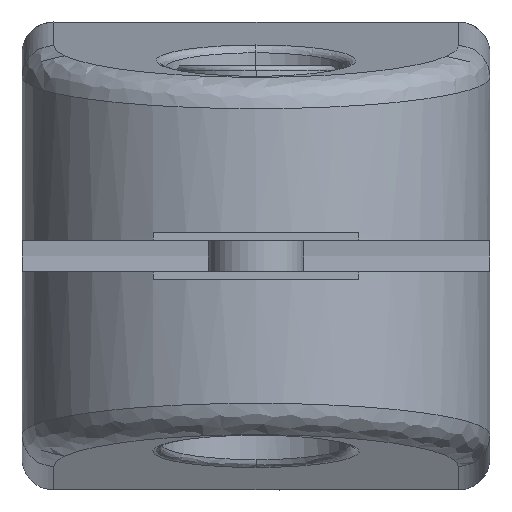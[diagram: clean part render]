
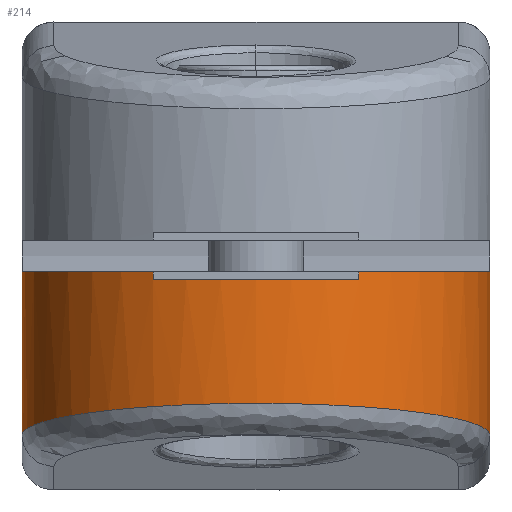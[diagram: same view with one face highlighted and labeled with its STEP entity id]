
A CAD part, left-side view. The second image highlights one B-rep face of the part: STEP entity #214.
In plain terms, the highlighted cylindrical face has radius 14.75 mm (diameter 29.5 mm), a partial arc.
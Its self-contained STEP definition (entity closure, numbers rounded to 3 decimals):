
#38 = EDGE_CURVE ( 'NONE', #3180, #5225, #8250, .T. ) ;
#214 = ADVANCED_FACE ( 'NONE', ( #7917 ), #650, .T. ) ;
#342 = CARTESIAN_POINT ( 'NONE',  ( -21.75, 0., -11.28 ) ) ;
#371 = ORIENTED_EDGE ( 'NONE', *, *, #4548, .T. ) ;
#372 = CARTESIAN_POINT ( 'NONE',  ( -21.75, 14.75, -1.5 ) ) ;
#391 = DIRECTION ( 'NONE',  ( 1., 0., 0. ) ) ;
#443 = CIRCLE ( 'NONE', #5809, 14.75 ) ;
#513 = VECTOR ( 'NONE', #2933, 1000. ) ;
#576 = CARTESIAN_POINT ( 'NONE',  ( -36.5, 12.81, -9.288 ) ) ;
#584 = EDGE_LOOP ( 'NONE', ( #6715, #6933, #7611, #371, #7950, #5489, #6439, #4722 ) ) ;
#650 = CYLINDRICAL_SURFACE ( 'NONE', #6328, 14.75 ) ;
#657 = VERTEX_POINT ( 'NONE', #3848 ) ;
#679 = AXIS2_PLACEMENT_3D ( 'NONE', #4106, #2664, #6717 ) ;
#955 = CIRCLE ( 'NONE', #679, 14.75 ) ;
#1174 = CARTESIAN_POINT ( 'NONE',  ( -23.672, 0., -11.021 ) ) ;
#1347 = LINE ( 'NONE', #7894, #2750 ) ;
#1497 = DIRECTION ( 'NONE',  ( 0., 0., 1. ) ) ;
#1739 = CARTESIAN_POINT ( 'NONE',  ( -21.75, 29.5, -11.28 ) ) ;
#1779 = CARTESIAN_POINT ( 'NONE',  ( -36.5, 16.69, -9.288 ) ) ;
#1871 = CARTESIAN_POINT ( 'NONE',  ( -21.75, 0., -11.28 ) ) ;
#2027 = DIRECTION ( 'NONE',  ( 1., 0., 0. ) ) ;
#2125 = VERTEX_POINT ( 'NONE', #6418 ) ;
#2134 = DIRECTION ( 'NONE',  ( 0., 0., 1. ) ) ;
#2136 = DIRECTION ( 'NONE',  ( 0., 0., -1. ) ) ;
#2396 = EDGE_CURVE ( 'NONE', #6317, #6181, #955, .T. ) ;
#2461 = EDGE_CURVE ( 'NONE', #5295, #2125, #6630, .T. ) ;
#2533 = CARTESIAN_POINT ( 'NONE',  ( -29.152, 27.652, -10.281 ) ) ;
#2664 = DIRECTION ( 'NONE',  ( 0., 0., 1. ) ) ;
#2750 = VECTOR ( 'NONE', #2134, 1000. ) ;
#2933 = DIRECTION ( 'NONE',  ( 0., 0., 1. ) ) ;
#3016 = DIRECTION ( 'NONE',  ( 0., 0., 1. ) ) ;
#3035 = CARTESIAN_POINT ( 'NONE',  ( -34.624, 7.295, -9.542 ) ) ;
#3180 = VERTEX_POINT ( 'NONE', #6947 ) ;
#3228 = CARTESIAN_POINT ( 'NONE',  ( -21.75, 14.75, -11.342 ) ) ;
#3429 = LINE ( 'NONE', #6740, #5624 ) ;
#3794 = CARTESIAN_POINT ( 'NONE',  ( -33.525, 5.659, -9.69 ) ) ;
#3848 = CARTESIAN_POINT ( 'NONE',  ( -35., 8.269, -1.5 ) ) ;
#4023 = VECTOR ( 'NONE', #2136, 1000. ) ;
#4106 = CARTESIAN_POINT ( 'NONE',  ( -21.75, 14.75, -1. ) ) ;
#4526 = CARTESIAN_POINT ( 'NONE',  ( -30.788, 2.934, -10.06 ) ) ;
#4548 = EDGE_CURVE ( 'NONE', #6610, #5225, #3429, .T. ) ;
#4722 = ORIENTED_EDGE ( 'NONE', *, *, #4796, .T. ) ;
#4796 = EDGE_CURVE ( 'NONE', #5295, #6181, #1347, .T. ) ;
#4936 = CARTESIAN_POINT ( 'NONE',  ( -35., 8.269, -1. ) ) ;
#5100 = CARTESIAN_POINT ( 'NONE',  ( -33.525, 23.841, -9.69 ) ) ;
#5225 = VERTEX_POINT ( 'NONE', #6194 ) ;
#5295 = VERTEX_POINT ( 'NONE', #342 ) ;
#5420 = LINE ( 'NONE', #8033, #513 ) ;
#5489 = ORIENTED_EDGE ( 'NONE', *, *, #5660, .F. ) ;
#5542 = CARTESIAN_POINT ( 'NONE',  ( -35., 8.269, -1.25 ) ) ;
#5624 = VECTOR ( 'NONE', #1497, 1000. ) ;
#5660 = EDGE_CURVE ( 'NONE', #2125, #3180, #5420, .T. ) ;
#5662 = CARTESIAN_POINT ( 'NONE',  ( -25.594, 29.12, -10.761 ) ) ;
#5809 = AXIS2_PLACEMENT_3D ( 'NONE', #372, #3016, #7605 ) ;
#6181 = VERTEX_POINT ( 'NONE', #7217 ) ;
#6194 = CARTESIAN_POINT ( 'NONE',  ( -35., 21.231, -1. ) ) ;
#6317 = VERTEX_POINT ( 'NONE', #4936 ) ;
#6328 = AXIS2_PLACEMENT_3D ( 'NONE', #3228, #7233, #2027 ) ;
#6335 = CARTESIAN_POINT ( 'NONE',  ( -36.112, 18.628, -9.341 ) ) ;
#6418 = CARTESIAN_POINT ( 'NONE',  ( -21.75, 29.5, -11.28 ) ) ;
#6439 = ORIENTED_EDGE ( 'NONE', *, *, #2461, .F. ) ;
#6583 = EDGE_CURVE ( 'NONE', #6317, #657, #8023, .T. ) ;
#6610 = VERTEX_POINT ( 'NONE', #6635 ) ;
#6630 = B_SPLINE_CURVE_WITH_KNOTS ( 'NONE', 3,
 ( #1871, #1174, #7075, #8399, #4526, #3794, #3035, #7159, #576, #1779, #6335, #8346, #5100, #7717, #2533, #5662, #8274, #1739 ),
 .UNSPECIFIED., .F., .F.,
 ( 4, 2, 2, 2, 2, 2, 2, 2, 4 ),
 ( 0., 0.125, 0.25, 0.375, 0.5, 0.625, 0.75, 0.875, 1. ),
 .UNSPECIFIED. ) ;
#6635 = CARTESIAN_POINT ( 'NONE',  ( -35., 21.231, -1.5 ) ) ;
#6715 = ORIENTED_EDGE ( 'NONE', *, *, #2396, .F. ) ;
#6717 = DIRECTION ( 'NONE',  ( 1., 0., 0. ) ) ;
#6740 = CARTESIAN_POINT ( 'NONE',  ( -35., 21.231, -1.25 ) ) ;
#6933 = ORIENTED_EDGE ( 'NONE', *, *, #6583, .T. ) ;
#6947 = CARTESIAN_POINT ( 'NONE',  ( -21.75, 29.5, -1. ) ) ;
#6977 = DIRECTION ( 'NONE',  ( 0., 0., 1. ) ) ;
#7075 = CARTESIAN_POINT ( 'NONE',  ( -25.594, 0.38, -10.761 ) ) ;
#7159 = CARTESIAN_POINT ( 'NONE',  ( -36.112, 10.872, -9.341 ) ) ;
#7217 = CARTESIAN_POINT ( 'NONE',  ( -21.75, 0., -1. ) ) ;
#7233 = DIRECTION ( 'NONE',  ( 0., 0., 1. ) ) ;
#7527 = CARTESIAN_POINT ( 'NONE',  ( -21.75, 14.75, -1. ) ) ;
#7605 = DIRECTION ( 'NONE',  ( 1., 0., 0. ) ) ;
#7611 = ORIENTED_EDGE ( 'NONE', *, *, #8198, .F. ) ;
#7717 = CARTESIAN_POINT ( 'NONE',  ( -30.788, 26.566, -10.06 ) ) ;
#7894 = CARTESIAN_POINT ( 'NONE',  ( -21.75, 0., 0. ) ) ;
#7917 = FACE_OUTER_BOUND ( 'NONE', #584, .T. ) ;
#7950 = ORIENTED_EDGE ( 'NONE', *, *, #38, .F. ) ;
#7981 = AXIS2_PLACEMENT_3D ( 'NONE', #7527, #6977, #391 ) ;
#8023 = LINE ( 'NONE', #5542, #4023 ) ;
#8033 = CARTESIAN_POINT ( 'NONE',  ( -21.75, 29.5, -6.14 ) ) ;
#8198 = EDGE_CURVE ( 'NONE', #6610, #657, #443, .T. ) ;
#8250 = CIRCLE ( 'NONE', #7981, 14.75 ) ;
#8274 = CARTESIAN_POINT ( 'NONE',  ( -23.672, 29.5, -11.021 ) ) ;
#8346 = CARTESIAN_POINT ( 'NONE',  ( -34.624, 22.205, -9.542 ) ) ;
#8399 = CARTESIAN_POINT ( 'NONE',  ( -29.152, 1.848, -10.281 ) ) ;
